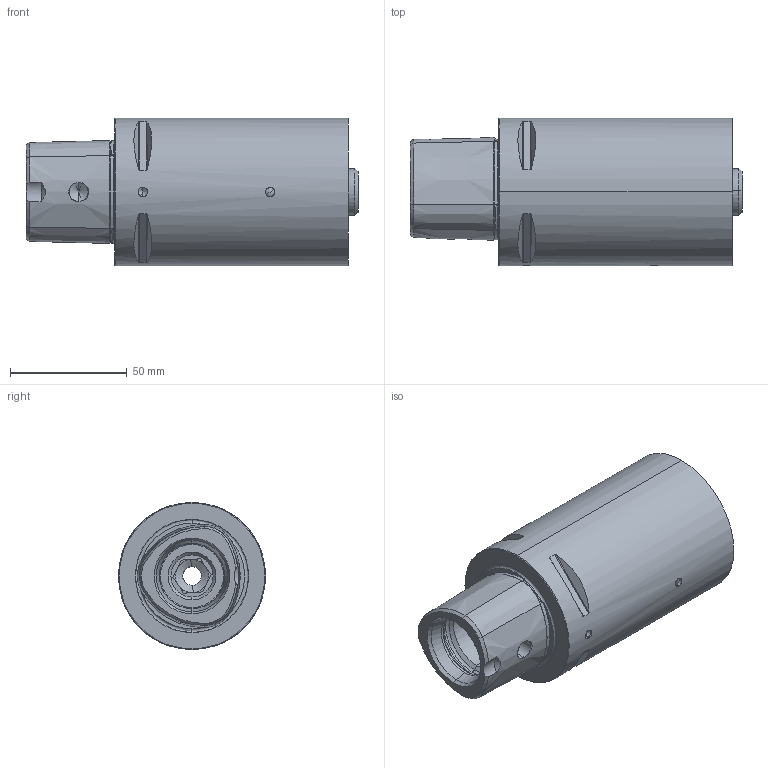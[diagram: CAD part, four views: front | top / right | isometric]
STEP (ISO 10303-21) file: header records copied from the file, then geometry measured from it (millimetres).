
FILE_DESCRIPTION (( 'STEP AP203' ), '1' );
FILE_NAME ('PS6-PS6.K01.100.STEP', '2013-06-24T14:44:57', ( 'baer' ), ( 'Hewlett-Packard Company' ), 'SwSTEP 2.0', 'SolidWorks 2012', '' );
FILE_SCHEMA (( 'CONFIG_CONTROL_DESIGN' ));
Length unit declared in the file: millimetre
Products named in the file (5): PS6-PS6.K01.100; PS6-ER2.001.024_A; ISO 8745-4x12_PreviewCfg; PS6-ER1.K01.071_A_PreviewCfg; PS6-PS6.K01.100_A
Assembly tree (4 placements, depth 2):
  PS6-PS6.K01.100
    PS6-PS6.K01.100_A
    PS6-ER1.K01.071_A_PreviewCfg
    ISO 8745-4x12_PreviewCfg
    PS6-ER2.001.024_A
Bounding box: 142.1 x 63 x 63 mm (x, y, z)
Volume: 285205.5 mm3; surface area: 58235.5 mm2
Topology: 4 solids, 4 shells, 236 faces, 542 edges, 318 vertices
Faces by surface type: cone 69, cylinder 56, torus 54, plane 53, sphere 4
Entity records: 7798 total; most frequent: CARTESIAN_POINT 1927, DIRECTION 1219, ORIENTED_EDGE 1076, EDGE_CURVE 538, AXIS2_PLACEMENT_3D 520, VERTEX_POINT 318, CIRCLE 277, EDGE_LOOP 256
